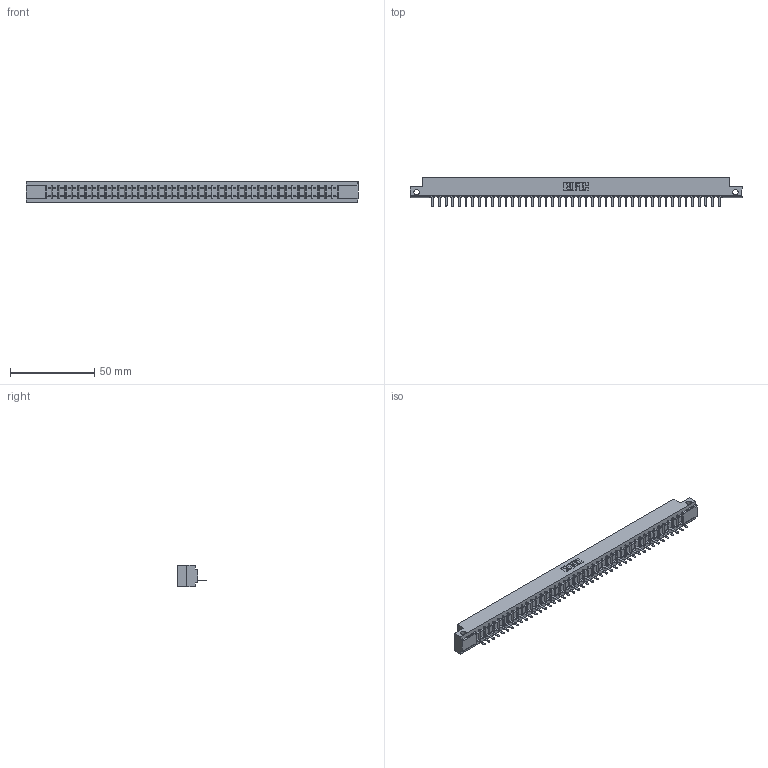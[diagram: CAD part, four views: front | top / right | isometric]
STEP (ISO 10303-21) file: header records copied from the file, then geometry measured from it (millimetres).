
FILE_DESCRIPTION (( 'STEP AP203' ), '1' );
FILE_NAME ('357-044-421-112.STEP', '2020-10-03T15:52:34', ( '' ), ( '' ), 'SwSTEP 2.0', 'SolidWorks 2020', '' );
FILE_SCHEMA (( 'CONFIG_CONTROL_DESIGN' ));
Length unit declared in the file: inch
Products named in the file (3): 307-290-002_521; 307 Part_.128 Dia Side Mounting Holes; 357-044-421-112
Assembly tree (45 placements, depth 2):
  357-044-421-112
    307 Part_.128 Dia Side Mounting Holes
    307-290-002_521  x44
Bounding box: 197.36 x 17.42 x 12.7 mm (x, y, z)
Volume: 20995.2 mm3; surface area: 26438.6 mm2
Topology: 45 solids, 45 shells, 3419 faces, 10531 edges, 6898 vertices
Faces by surface type: plane 2050, cylinder 1279, sphere 90
Entity records: 38194 total; most frequent: CARTESIAN_POINT 6444, ORIENTED_EDGE 6434, DIRECTION 6259, EDGE_CURVE 3217, VECTOR 2465, LINE 2465, VERTEX_POINT 2082, AXIS2_PLACEMENT_3D 1897
